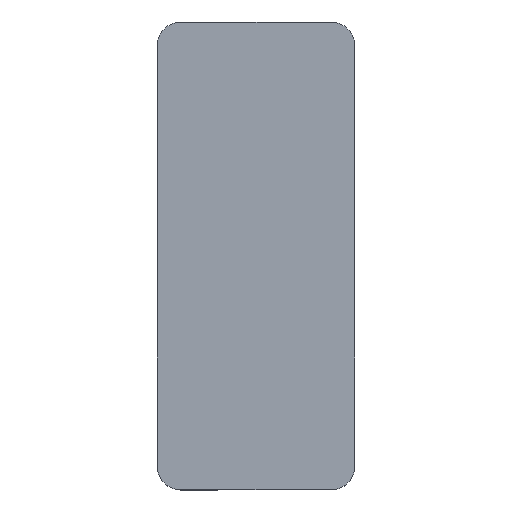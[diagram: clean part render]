
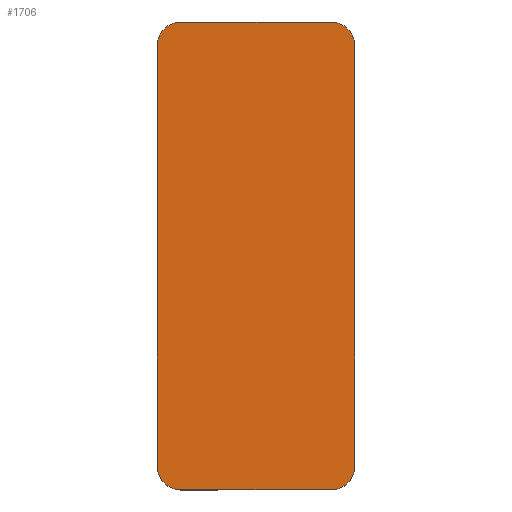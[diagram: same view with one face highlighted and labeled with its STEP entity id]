
A CAD part, top view. The second image highlights one B-rep face of the part: STEP entity #1706.
In plain terms, the highlighted planar face has unit normal (0, 0, 1).
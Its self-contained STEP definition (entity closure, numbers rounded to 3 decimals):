
#1337=CARTESIAN_POINT('',(-62.49,133.,4.6));
#1338=VERTEX_POINT('',#1337);
#1345=CARTESIAN_POINT('',(-47.5,147.99,4.6));
#1346=VERTEX_POINT('',#1345);
#1347=CARTESIAN_POINT('',(-47.5,133.,4.6));
#1348=DIRECTION('',(0.0,0.0,-1.0));
#1349=DIRECTION('',(-0.707,0.707,0.0));
#1350=AXIS2_PLACEMENT_3D('',#1347,#1348,#1349);
#1351=CIRCLE('',#1350,14.99);
#1352=EDGE_CURVE('',#1338,#1346,#1351,.T.);
#1377=CARTESIAN_POINT('',(47.5,147.99,4.6));
#1378=VERTEX_POINT('',#1377);
#1394=CARTESIAN_POINT('',(-47.5,147.99,4.6));
#1395=DIRECTION('',(1.0,0.0,0.0));
#1396=VECTOR('',#1395,95.0);
#1397=LINE('',#1394,#1396);
#1398=EDGE_CURVE('',#1346,#1378,#1397,.T.);
#1408=CARTESIAN_POINT('',(62.49,133.0,4.6));
#1409=VERTEX_POINT('',#1408);
#1426=CARTESIAN_POINT('',(47.5,133.0,4.6));
#1427=DIRECTION('',(0.0,0.0,-1.0));
#1428=DIRECTION('',(0.707,0.707,0.0));
#1429=AXIS2_PLACEMENT_3D('',#1426,#1427,#1428);
#1430=CIRCLE('',#1429,14.99);
#1431=EDGE_CURVE('',#1378,#1409,#1430,.T.);
#1441=CARTESIAN_POINT('',(62.49,-133.0,4.6));
#1442=VERTEX_POINT('',#1441);
#1458=CARTESIAN_POINT('',(62.49,133.0,4.6));
#1459=DIRECTION('',(0.0,-1.0,0.0));
#1460=VECTOR('',#1459,266.0);
#1461=LINE('',#1458,#1460);
#1462=EDGE_CURVE('',#1409,#1442,#1461,.T.);
#1472=CARTESIAN_POINT('',(47.5,-147.99,4.6));
#1473=VERTEX_POINT('',#1472);
#1490=CARTESIAN_POINT('',(47.5,-133.0,4.6));
#1491=DIRECTION('',(0.0,0.0,-1.0));
#1492=DIRECTION('',(0.707,-0.707,0.0));
#1493=AXIS2_PLACEMENT_3D('',#1490,#1491,#1492);
#1494=CIRCLE('',#1493,14.99);
#1495=EDGE_CURVE('',#1442,#1473,#1494,.T.);
#1505=CARTESIAN_POINT('',(-47.5,-147.99,4.6));
#1506=VERTEX_POINT('',#1505);
#1522=CARTESIAN_POINT('',(47.5,-147.99,4.6));
#1523=DIRECTION('',(-1.0,0.0,0.0));
#1524=VECTOR('',#1523,95.);
#1525=LINE('',#1522,#1524);
#1526=EDGE_CURVE('',#1473,#1506,#1525,.T.);
#1536=CARTESIAN_POINT('',(-62.49,-133.,4.6));
#1537=VERTEX_POINT('',#1536);
#1554=CARTESIAN_POINT('',(-47.5,-133.,4.6));
#1555=DIRECTION('',(0.0,0.0,-1.0));
#1556=DIRECTION('',(-0.707,-0.707,0.0));
#1557=AXIS2_PLACEMENT_3D('',#1554,#1555,#1556);
#1558=CIRCLE('',#1557,14.99);
#1559=EDGE_CURVE('',#1506,#1537,#1558,.T.);
#1577=CARTESIAN_POINT('',(-62.49,-133.,4.6));
#1578=DIRECTION('',(0.0,1.0,0.0));
#1579=VECTOR('',#1578,266.0);
#1580=LINE('',#1577,#1579);
#1581=EDGE_CURVE('',#1537,#1338,#1580,.T.);
#1691=CARTESIAN_POINT('',(0.,0.,4.6));
#1692=DIRECTION('',(0.0,0.0,1.0));
#1693=DIRECTION('',(1.0,0.0,0.0));
#1694=AXIS2_PLACEMENT_3D('',#1691,#1692,#1693);
#1695=PLANE('',#1694);
#1696=ORIENTED_EDGE('',*,*,#1352,.F.);
#1697=ORIENTED_EDGE('',*,*,#1581,.F.);
#1698=ORIENTED_EDGE('',*,*,#1559,.F.);
#1699=ORIENTED_EDGE('',*,*,#1526,.F.);
#1700=ORIENTED_EDGE('',*,*,#1495,.F.);
#1701=ORIENTED_EDGE('',*,*,#1462,.F.);
#1702=ORIENTED_EDGE('',*,*,#1431,.F.);
#1703=ORIENTED_EDGE('',*,*,#1398,.F.);
#1704=EDGE_LOOP('',(#1696,#1697,#1698,#1699,#1700,#1701,#1702,#1703));
#1705=FACE_OUTER_BOUND('',#1704,.T.);
#1706=ADVANCED_FACE('',(#1705),#1695,.T.);
